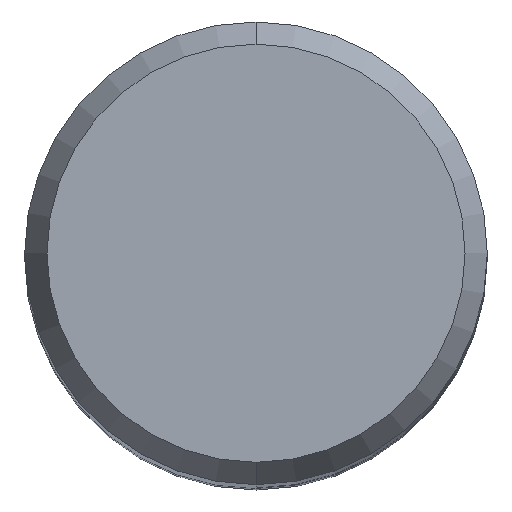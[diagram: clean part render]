
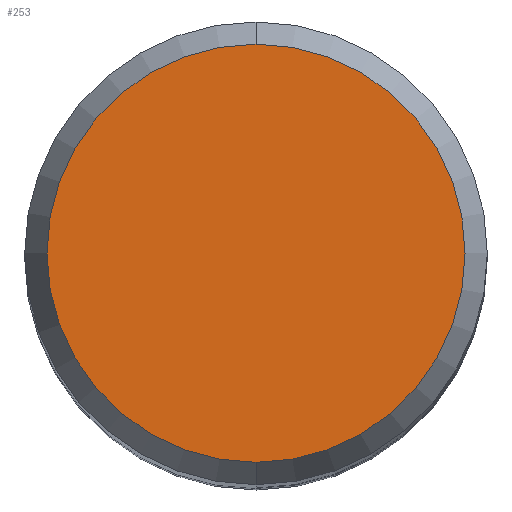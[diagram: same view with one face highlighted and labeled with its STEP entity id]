
A CAD part, top view. The second image highlights one B-rep face of the part: STEP entity #253.
In plain terms, the highlighted planar face has unit normal (0, 0, 1).
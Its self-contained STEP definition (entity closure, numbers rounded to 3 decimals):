
#117=VERTEX_POINT('',#304);
#179=VERTEX_POINT('',#379);
#207=EDGE_CURVE('',#179,#117,#412,.T.);
#249=EDGE_CURVE('',#117,#179,#459,.T.);
#253=ADVANCED_FACE('',(#463),#464,.T.);
#304=CARTESIAN_POINT('',(0.,-4.304,0.01));
#379=CARTESIAN_POINT('',(0.0,4.304,0.01));
#412=CIRCLE('',#641,4.304);
#459=CIRCLE('',#699,4.304);
#463=FACE_OUTER_BOUND('',#703,.T.);
#464=PLANE('',#704);
#641=AXIS2_PLACEMENT_3D('',#904,#905,#906);
#699=AXIS2_PLACEMENT_3D('',#960,#961,#962);
#703=EDGE_LOOP('',(#964,#965));
#704=AXIS2_PLACEMENT_3D('',#966,#967,#968);
#904=CARTESIAN_POINT('',(0.0,0.0,0.01));
#905=DIRECTION('',(0.0,0.0,-1.0));
#906=DIRECTION('',(0.0,1.0,0.0));
#960=CARTESIAN_POINT('',(0.0,0.0,0.01));
#961=DIRECTION('',(0.0,0.0,-1.0));
#962=DIRECTION('',(0.0,1.0,0.0));
#964=ORIENTED_EDGE('',*,*,#207,.F.);
#965=ORIENTED_EDGE('',*,*,#249,.F.);
#966=CARTESIAN_POINT('',(0.0,2.152,0.01));
#967=DIRECTION('',(-0.0,0.0,1.0));
#968=DIRECTION('',(0.0,-1.0,0.0));
